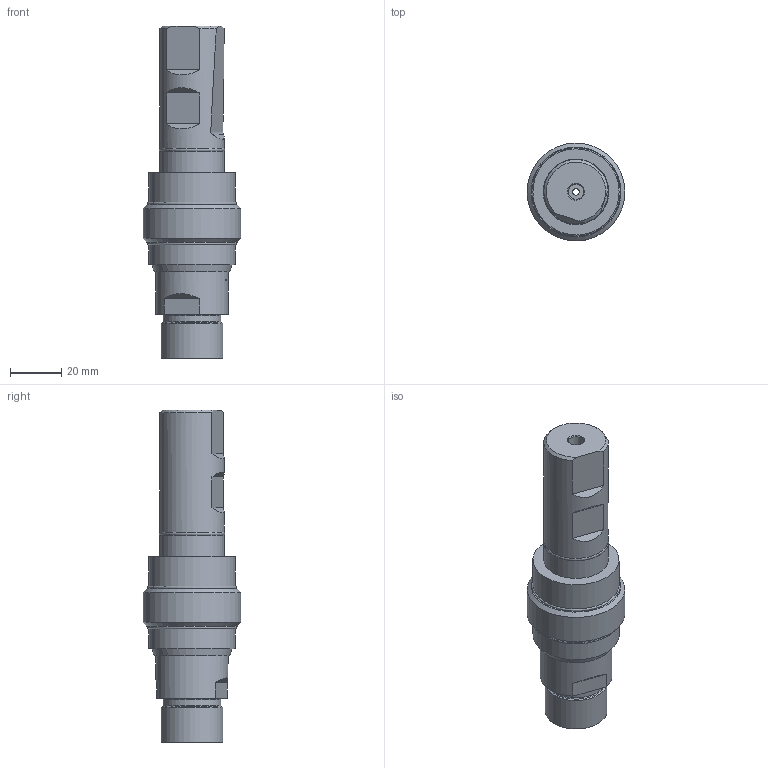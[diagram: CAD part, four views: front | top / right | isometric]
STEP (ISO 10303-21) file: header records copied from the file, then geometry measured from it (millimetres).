
FILE_DESCRIPTION(/* description */ (''),/* implementation_level */ '2;1');
FILE_NAME(/* name */ '262562001.stp',/* time_stamp */ '2021-01-20T15:44:22',/* author */ ('LRA'),/* organization */ ('REGO-FIX'),/* preprocessor_version */ ' Unknown',/* originating_system */ 'SIEMENS PLM Software Solid Edge ST10',/* authorization */ 'Unknown');
FILE_SCHEMA (('AUTOMOTIVE_DESIGN { 1 0 10303 214 2 1 1}'));
Length unit declared in the file: millimetre
Products named in the file (1): NOCUT
Bounding box: 37.99 x 37.99 x 129 mm (x, y, z)
Volume: 73336.5 mm3; surface area: 16308.8 mm2
Topology: 1 solids, 1 shells, 61 faces, 143 edges, 92 vertices
Faces by surface type: plane 33, cylinder 15, cone 7, torus 6
Full cylindrical faces by diameter (mm): 2.5 x1, 6 x1, 12.5 x1, 13.5 x1, 22.4 x1, 24 x1, 25 x2, 28 x1, 31 x1, 33.5 x3, 38 x1
Entity records: 1585 total; most frequent: DIRECTION 290, CARTESIAN_POINT 273, ORIENTED_EDGE 212, AXIS2_PLACEMENT_3D 124, EDGE_CURVE 106, EDGE_LOOP 100, FACE_BOUND 100, VERTEX_POINT 82
